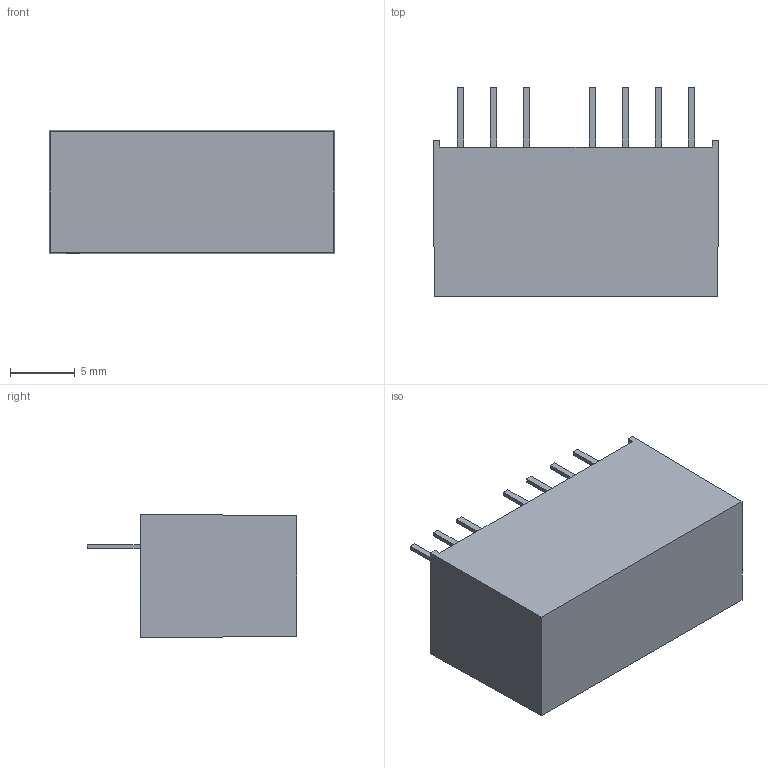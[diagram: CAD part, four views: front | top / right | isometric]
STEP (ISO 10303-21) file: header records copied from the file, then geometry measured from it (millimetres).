
FILE_DESCRIPTION((''),'2;1');
FILE_NAME('WR_S-1WR2_ASM','2016-04-18T',('eng706'),(''),'PRO/ENGINEER BY PARAMETRIC TECHNOLOGY CORPORATION, 2014000','PRO/ENGINEER BY PARAMETRIC TECHNOLOGY CORPORATION, 2014000','');
FILE_SCHEMA(('AUTOMOTIVE_DESIGN { 1 0 10303 214 1 1 1 1 }'));
Length unit declared in the file: millimetre
Products named in the file (3): 11000001_4_1_1_1; PIN_3_1_1_1; WR_S-1WR2_ASM
Assembly tree (8 placements, depth 2):
  WR_S-1WR2_ASM
    11000001_4_1_1_1
    PIN_3_1_1_1  x7
Bounding box: 22 x 16.1 x 9.5 mm (x, y, z)
Volume: 2373.7 mm3; surface area: 1204.4 mm2
Topology: 8 solids, 8 shells, 55 faces, 114 edges, 76 vertices
Faces by surface type: plane 53, cylinder 2
Entity records: 988 total; most frequent: CARTESIAN_POINT 113, DIRECTION 106, ORIENTED_EDGE 84, COLOUR_RGB 51, PRESENTATION_STYLE_ASSIGNMENT 45, STYLED_ITEM 44, CURVE_STYLE 42, EDGE_CURVE 42
